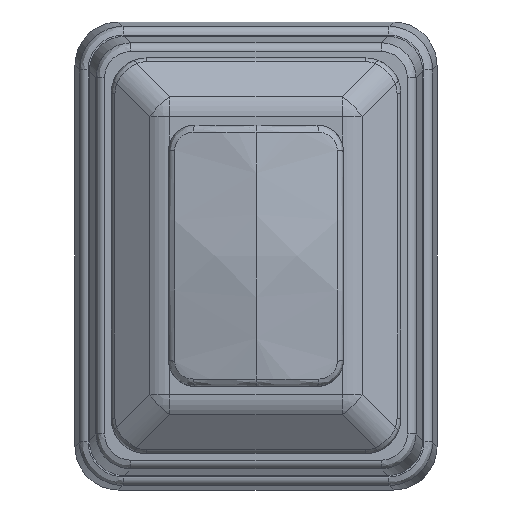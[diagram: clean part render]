
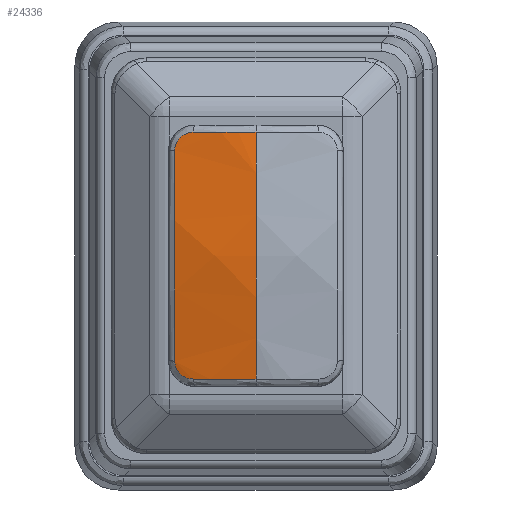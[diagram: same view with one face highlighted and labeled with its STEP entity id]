
A CAD part, top view. The second image highlights one B-rep face of the part: STEP entity #24336.
In plain terms, the highlighted free-form (B-spline) face has degree [2, 2] with [3, 9] control points.
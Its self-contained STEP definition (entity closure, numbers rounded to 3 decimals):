
#114=(
BOUNDED_SURFACE()
B_SPLINE_SURFACE(2,2,((#33679,#33680,#33681,#33682,#33683,#33684,#33685,
#33686,#33687),(#33688,#33689,#33690,#33691,#33692,#33693,#33694,#33695,
#33696),(#33697,#33698,#33699,#33700,#33701,#33702,#33703,#33704,#33705)),
 .UNSPECIFIED.,.F.,.T.,.F.)
B_SPLINE_SURFACE_WITH_KNOTS((3,3),(3,2,2,2,3),(2.501,2.821),
(0.,1.571,3.142,4.712,6.283),
 .UNSPECIFIED.)
GEOMETRIC_REPRESENTATION_ITEM()
RATIONAL_B_SPLINE_SURFACE(((1.,0.707,1.,0.707,1.,
0.707,1.,0.707,1.),(0.987,0.698,
0.987,0.698,0.987,0.698,
0.987,0.698,0.987),(1.,0.707,
1.,0.707,1.,0.707,1.,0.707,1.)))
REPRESENTATION_ITEM('')
SURFACE()
);
#416=B_SPLINE_CURVE_WITH_KNOTS('',3,(#33397,#33398,#33399,#33400,#33401,
#33402),.UNSPECIFIED.,.F.,.F.,(4,1,1,4),(-0.158,-0.09,
-0.045,0.),.UNSPECIFIED.);
#417=B_SPLINE_CURVE_WITH_KNOTS('',3,(#33425,#33426,#33427,#33428),
 .UNSPECIFIED.,.F.,.F.,(4,4),(-0.347,0.),
 .UNSPECIFIED.);
#418=B_SPLINE_CURVE_WITH_KNOTS('',3,(#33451,#33452,#33453,#33454),
 .UNSPECIFIED.,.F.,.F.,(4,4),(-1.18,0.),.UNSPECIFIED.);
#421=B_SPLINE_CURVE_WITH_KNOTS('',3,(#33514,#33515,#33516,#33517,#33518),
 .UNSPECIFIED.,.F.,.F.,(4,1,4),(-0.158,-0.09,0.),
 .UNSPECIFIED.);
#424=B_SPLINE_CURVE_WITH_KNOTS('',3,(#33578,#33579,#33580,#33581),
 .UNSPECIFIED.,.F.,.F.,(4,4),(-0.347,0.),.UNSPECIFIED.);
#830=CIRCLE('',#25708,40.);
#831=CIRCLE('',#25709,40.);
#1279=FACE_OUTER_BOUND('',#2592,.T.);
#2592=EDGE_LOOP('',(#16212,#16213,#16214,#16215,#16216,#16217,#16218));
#9961=VERTEX_POINT('',#33393);
#9962=VERTEX_POINT('',#33395);
#9963=VERTEX_POINT('',#33423);
#9964=VERTEX_POINT('',#33449);
#9966=VERTEX_POINT('',#33506);
#9969=VERTEX_POINT('',#33571);
#9975=VERTEX_POINT('',#33706);
#12405=EDGE_CURVE('',#9962,#9961,#416,.T.);
#12407=EDGE_CURVE('',#9963,#9962,#417,.T.);
#12409=EDGE_CURVE('',#9961,#9964,#418,.T.);
#12414=EDGE_CURVE('',#9964,#9966,#421,.T.);
#12419=EDGE_CURVE('',#9966,#9969,#424,.T.);
#12428=EDGE_CURVE('',#9975,#9963,#830,.T.);
#12429=EDGE_CURVE('',#9969,#9975,#831,.T.);
#16212=ORIENTED_EDGE('',*,*,#12419,.F.);
#16213=ORIENTED_EDGE('',*,*,#12414,.F.);
#16214=ORIENTED_EDGE('',*,*,#12409,.F.);
#16215=ORIENTED_EDGE('',*,*,#12405,.F.);
#16216=ORIENTED_EDGE('',*,*,#12407,.F.);
#16217=ORIENTED_EDGE('',*,*,#12428,.F.);
#16218=ORIENTED_EDGE('',*,*,#12429,.F.);
#24336=ADVANCED_FACE('',(#1279),#114,.F.);
#25708=AXIS2_PLACEMENT_3D('',#33707,#27407,#27408);
#25709=AXIS2_PLACEMENT_3D('',#33708,#27409,#27410);
#27407=DIRECTION('center_axis',(1.,0.,0.));
#27408=DIRECTION('ref_axis',(0.,1.,0.));
#27409=DIRECTION('center_axis',(1.,0.,0.));
#27410=DIRECTION('ref_axis',(0.,1.,0.));
#33393=CARTESIAN_POINT('',(-4.596,-5.972,24.258));
#33395=CARTESIAN_POINT('',(-3.563,-6.986,24.372));
#33397=CARTESIAN_POINT('Ctrl Pts',(-3.563,-6.986,
24.372));
#33398=CARTESIAN_POINT('Ctrl Pts',(-3.79,-6.986,
24.318));
#33399=CARTESIAN_POINT('Ctrl Pts',(-4.173,-6.858,
24.24));
#33400=CARTESIAN_POINT('Ctrl Pts',(-4.526,-6.428,24.208));
#33401=CARTESIAN_POINT('Ctrl Pts',(-4.596,-6.123,
24.235));
#33402=CARTESIAN_POINT('Ctrl Pts',(-4.596,-5.972,
24.258));
#33423=CARTESIAN_POINT('',(0.,-6.987,24.787));
#33425=CARTESIAN_POINT('Ctrl Pts',(0.,-6.987,
24.787));
#33426=CARTESIAN_POINT('Ctrl Pts',(-1.196,-6.987,
24.787));
#33427=CARTESIAN_POINT('Ctrl Pts',(-2.4,-6.987,
24.647));
#33428=CARTESIAN_POINT('Ctrl Pts',(-3.563,-6.986,
24.372));
#33449=CARTESIAN_POINT('',(-4.596,5.973,24.255));
#33451=CARTESIAN_POINT('Ctrl Pts',(-4.596,-5.972,
24.258));
#33452=CARTESIAN_POINT('Ctrl Pts',(-4.596,-2.037,24.862));
#33453=CARTESIAN_POINT('Ctrl Pts',(-4.596,2.037,24.861));
#33454=CARTESIAN_POINT('Ctrl Pts',(-4.596,5.973,24.255));
#33506=CARTESIAN_POINT('',(-3.563,6.986,24.367));
#33514=CARTESIAN_POINT('Ctrl Pts',(-4.596,5.973,24.255));
#33515=CARTESIAN_POINT('Ctrl Pts',(-4.596,6.199,24.22));
#33516=CARTESIAN_POINT('Ctrl Pts',(-4.404,6.739,24.193));
#33517=CARTESIAN_POINT('Ctrl Pts',(-3.866,6.986,24.296));
#33518=CARTESIAN_POINT('Ctrl Pts',(-3.563,6.986,24.367));
#33571=CARTESIAN_POINT('',(0.,6.987,24.783));
#33578=CARTESIAN_POINT('Ctrl Pts',(-3.563,6.986,24.367));
#33579=CARTESIAN_POINT('Ctrl Pts',(-2.4,6.987,24.642));
#33580=CARTESIAN_POINT('Ctrl Pts',(-1.196,6.987,24.783));
#33581=CARTESIAN_POINT('Ctrl Pts',(0.,6.987,
24.783));
#33679=CARTESIAN_POINT('Ctrl Pts',(-4.95,39.188,-14.6));
#33680=CARTESIAN_POINT('Ctrl Pts',(-4.95,39.189,24.6));
#33681=CARTESIAN_POINT('Ctrl Pts',(-4.95,-0.011,
24.6));
#33682=CARTESIAN_POINT('Ctrl Pts',(-4.95,-39.211,
24.6));
#33683=CARTESIAN_POINT('Ctrl Pts',(-4.95,-39.212,
-14.6));
#33684=CARTESIAN_POINT('Ctrl Pts',(-4.95,-39.212,-53.8));
#33685=CARTESIAN_POINT('Ctrl Pts',(-4.95,-0.012,
-53.8));
#33686=CARTESIAN_POINT('Ctrl Pts',(-4.95,39.188,-53.8));
#33687=CARTESIAN_POINT('Ctrl Pts',(-4.95,39.188,-14.6));
#33688=CARTESIAN_POINT('Ctrl Pts',(-2.54,39.988,-14.6));
#33689=CARTESIAN_POINT('Ctrl Pts',(-2.54,39.988,25.4));
#33690=CARTESIAN_POINT('Ctrl Pts',(-2.54,-0.012,
25.4));
#33691=CARTESIAN_POINT('Ctrl Pts',(-2.54,-40.012,
25.4));
#33692=CARTESIAN_POINT('Ctrl Pts',(-2.54,-40.012,-14.6));
#33693=CARTESIAN_POINT('Ctrl Pts',(-2.54,-40.012,
-54.6));
#33694=CARTESIAN_POINT('Ctrl Pts',(-2.54,-0.012,
-54.6));
#33695=CARTESIAN_POINT('Ctrl Pts',(-2.54,39.988,-54.6));
#33696=CARTESIAN_POINT('Ctrl Pts',(-2.54,39.988,-14.6));
#33697=CARTESIAN_POINT('Ctrl Pts',(0.,39.988,
-14.6));
#33698=CARTESIAN_POINT('Ctrl Pts',(0.,39.988,
25.4));
#33699=CARTESIAN_POINT('Ctrl Pts',(0.,-0.012,
25.4));
#33700=CARTESIAN_POINT('Ctrl Pts',(0.,-40.012,
25.4));
#33701=CARTESIAN_POINT('Ctrl Pts',(0.,-40.012,
-14.6));
#33702=CARTESIAN_POINT('Ctrl Pts',(0.,-40.012,
-54.6));
#33703=CARTESIAN_POINT('Ctrl Pts',(0.,-0.012,
-54.6));
#33704=CARTESIAN_POINT('Ctrl Pts',(0.,39.988,
-54.6));
#33705=CARTESIAN_POINT('Ctrl Pts',(0.,39.988,
-14.6));
#33706=CARTESIAN_POINT('',(0.,-0.012,25.4));
#33707=CARTESIAN_POINT('Origin',(0.,-0.012,
-14.6));
#33708=CARTESIAN_POINT('Origin',(0.,-0.012,
-14.6));
